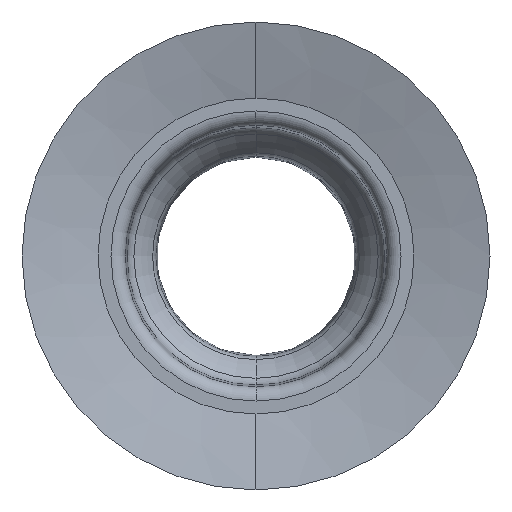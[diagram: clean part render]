
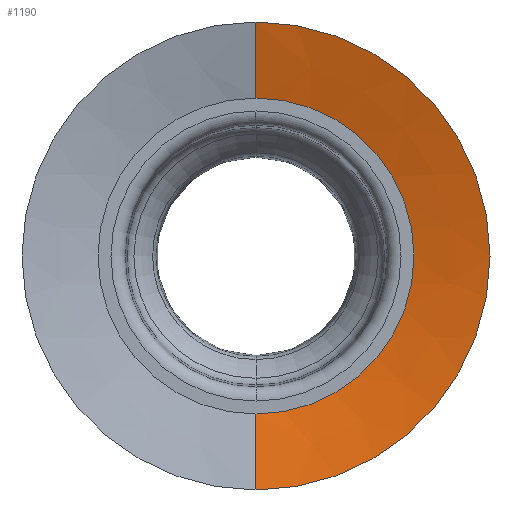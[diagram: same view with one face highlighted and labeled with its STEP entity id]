
A CAD part, top view. The second image highlights one B-rep face of the part: STEP entity #1190.
In plain terms, the highlighted conical face has half-angle 75.502 degrees and reference radius 4.188 mm.
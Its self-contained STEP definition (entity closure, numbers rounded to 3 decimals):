
#16=CARTESIAN_POINT('',(0.,0.,-0.42));
#17=DIRECTION('',(0.,0.,-1.));
#18=DIRECTION('',(0.,1.,0.));
#19=AXIS2_PLACEMENT_3D('',#16,#17,#18);
#25=DIRECTION('',(0.,0.968,0.25));
#26=VECTOR('',#25,1.678);
#27=CARTESIAN_POINT('',(0.,3.376,-0.42));
#28=LINE('',#27,#26);
#32=CARTESIAN_POINT('',(0.,0.,0.));
#33=DIRECTION('',(0.,0.,-1.));
#34=DIRECTION('',(0.,1.,0.));
#35=AXIS2_PLACEMENT_3D('',#32,#33,#34);
#40=CARTESIAN_POINT('',(0.,0.,0.));
#41=DIRECTION('',(0.,0.,-1.));
#42=DIRECTION('',(1.,0.,0.));
#43=AXIS2_PLACEMENT_3D('',#40,#41,#42);
#48=DIRECTION('',(0.,-0.968,0.25));
#49=VECTOR('',#48,1.678);
#50=CARTESIAN_POINT('',(0.,-3.376,-0.42));
#51=LINE('',#50,#49);
#1125=CARTESIAN_POINT('',(0.,-5.,0.));
#1127=VERTEX_POINT('',#1125);
#1129=CARTESIAN_POINT('',(0.,5.,0.));
#1130=VERTEX_POINT('',#1129);
#1131=CARTESIAN_POINT('',(5.,0.,0.));
#1132=VERTEX_POINT('',#1131);
#1133=CARTESIAN_POINT('',(0.,3.376,-0.42));
#1134=CARTESIAN_POINT('',(0.,-3.376,-0.42));
#1135=VERTEX_POINT('',#1133);
#1136=VERTEX_POINT('',#1134);
#1173=CARTESIAN_POINT('',(0.,0.,-0.21));
#1174=DIRECTION('',(0.,0.,1.));
#1175=DIRECTION('',(0.,-1.,0.));
#1176=AXIS2_PLACEMENT_3D('',#1173,#1174,#1175);
#1177=CONICAL_SURFACE('',#1176,4.188,75.502);
#1179=ORIENTED_EDGE('',*,*,#1178,.F.);
#1181=ORIENTED_EDGE('',*,*,#1180,.T.);
#1183=ORIENTED_EDGE('',*,*,#1182,.T.);
#1185=ORIENTED_EDGE('',*,*,#1184,.T.);
#1187=ORIENTED_EDGE('',*,*,#1186,.F.);
#1188=EDGE_LOOP('',(#1179,#1181,#1183,#1185,#1187));
#1189=FACE_OUTER_BOUND('',#1188,.F.);
#20=CIRCLE('',#19,3.376);
#36=CIRCLE('',#35,5.);
#44=CIRCLE('',#43,5.);
#1178=EDGE_CURVE('',#1135,#1136,#20,.T.);
#1180=EDGE_CURVE('',#1135,#1130,#28,.T.);
#1182=EDGE_CURVE('',#1130,#1132,#36,.T.);
#1184=EDGE_CURVE('',#1132,#1127,#44,.T.);
#1186=EDGE_CURVE('',#1136,#1127,#51,.T.);
#1190=ADVANCED_FACE('',(#1189),#1177,.F.);
